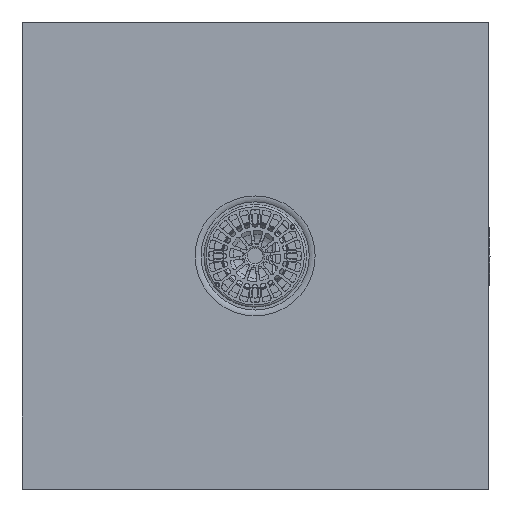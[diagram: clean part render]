
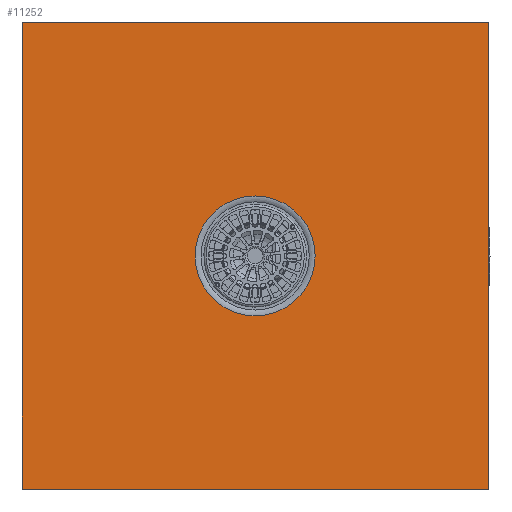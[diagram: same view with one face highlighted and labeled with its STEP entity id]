
A CAD part, top view. The second image highlights one B-rep face of the part: STEP entity #11252.
In plain terms, the highlighted planar face has unit normal (0, 0, 1).
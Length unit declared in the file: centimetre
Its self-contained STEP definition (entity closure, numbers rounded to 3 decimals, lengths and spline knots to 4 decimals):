
#507=FACE_BOUND('',#3517,.T.);
#653=PLANE('',#12595);
#1513=LINE('',#23647,#2125);
#1517=LINE('',#23654,#2129);
#1520=LINE('',#23660,#2132);
#1521=LINE('',#23662,#2133);
#2125=VECTOR('',#15844,1.);
#2129=VECTOR('',#15850,1.);
#2132=VECTOR('',#15855,1.);
#2133=VECTOR('',#15858,1.);
#2796=FACE_OUTER_BOUND('',#3516,.T.);
#3516=EDGE_LOOP('',(#10382,#10383,#10384,#10385));
#3517=EDGE_LOOP('',(#10386));
#4278=CIRCLE('',#12565,64.3137);
#5398=VERTEX_POINT('',#23598);
#5413=VERTEX_POINT('',#23644);
#5414=VERTEX_POINT('',#23646);
#5416=VERTEX_POINT('',#23652);
#5418=VERTEX_POINT('',#23658);
#7054=EDGE_CURVE('',#5398,#5398,#4278,.T.);
#7077=EDGE_CURVE('',#5413,#5414,#1513,.T.);
#7081=EDGE_CURVE('',#5416,#5413,#1517,.T.);
#7084=EDGE_CURVE('',#5418,#5416,#1520,.T.);
#7085=EDGE_CURVE('',#5414,#5418,#1521,.T.);
#10382=ORIENTED_EDGE('',*,*,#7077,.F.);
#10383=ORIENTED_EDGE('',*,*,#7081,.F.);
#10384=ORIENTED_EDGE('',*,*,#7084,.F.);
#10385=ORIENTED_EDGE('',*,*,#7085,.F.);
#10386=ORIENTED_EDGE('',*,*,#7054,.T.);
#11252=ADVANCED_FACE('',(#2796,#507),#653,.F.);
#12565=AXIS2_PLACEMENT_3D('',#23599,#15784,#15785);
#12595=AXIS2_PLACEMENT_3D('',#23661,#15856,#15857);
#15784=DIRECTION('center_axis',(0.,0.,-1.));
#15785=DIRECTION('ref_axis',(1.,0.,0.));
#15844=DIRECTION('',(0.,-1.,0.));
#15850=DIRECTION('',(1.,0.,0.));
#15855=DIRECTION('',(0.,1.,0.));
#15856=DIRECTION('center_axis',(0.,0.,-1.));
#15857=DIRECTION('ref_axis',(-1.,0.,0.));
#15858=DIRECTION('',(-1.,0.,0.));
#23598=CARTESIAN_POINT('',(1371.0421,215.6928,170.3595));
#23599=CARTESIAN_POINT('Origin',(1371.0421,280.0065,170.3595));
#23644=CARTESIAN_POINT('',(1621.0421,530.0065,170.3595));
#23646=CARTESIAN_POINT('',(1621.0421,30.0065,170.3595));
#23647=CARTESIAN_POINT('',(1621.0421,280.0065,170.3595));
#23652=CARTESIAN_POINT('',(1121.0421,530.0065,170.3595));
#23654=CARTESIAN_POINT('',(1371.0421,530.0065,170.3595));
#23658=CARTESIAN_POINT('',(1121.0421,30.0065,170.3595));
#23660=CARTESIAN_POINT('',(1121.0421,280.0065,170.3595));
#23661=CARTESIAN_POINT('Origin',(1371.0421,280.0065,170.3595));
#23662=CARTESIAN_POINT('',(1371.0421,30.0065,170.3595));
